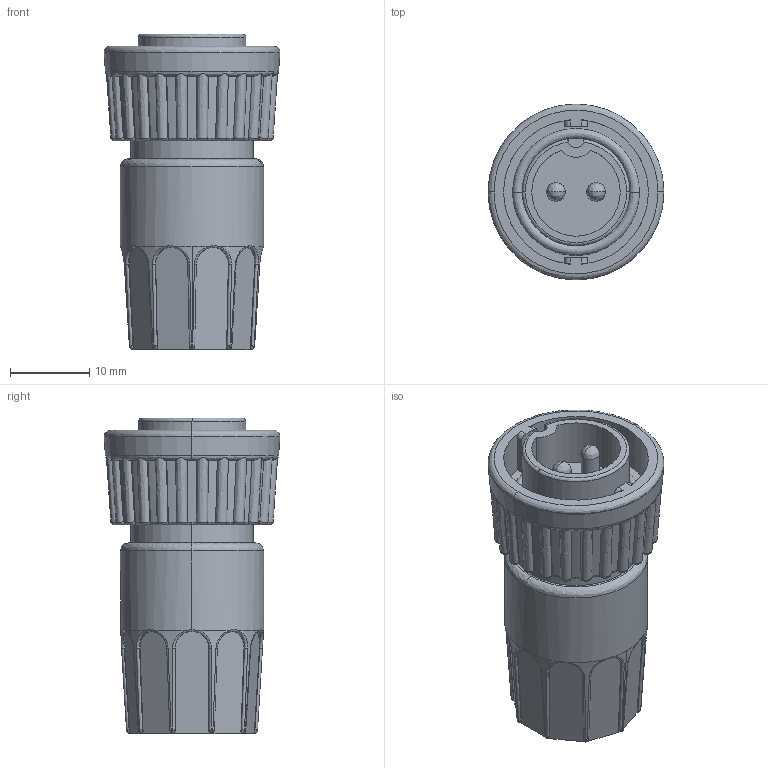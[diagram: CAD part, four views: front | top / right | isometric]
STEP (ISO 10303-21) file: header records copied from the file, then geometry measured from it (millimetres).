
FILE_DESCRIPTION (( 'STEP AP203' ), '1' );
FILE_NAME ('3182-2PG-3DC.STEP', '2014-03-26T14:10:04', ( '' ), ( '' ), 'SwSTEP 2.0', 'SolidWorks 2014', '' );
FILE_SCHEMA (( 'CONFIG_CONTROL_DESIGN' ));
Length unit declared in the file: inch
Products named in the file (1): 3182-2PG-3DC
Bounding box: 22.23 x 22.23 x 39.88 mm (x, y, z)
Volume: 8865.1 mm3; surface area: 4269.8 mm2
Topology: 1 solids, 1 shells, 324 faces, 888 edges, 571 vertices
Faces by surface type: bspline 177, plane 72, cone 38, cylinder 37
Entity records: 16696 total; most frequent: CARTESIAN_POINT 10181, ORIENTED_EDGE 1768, EDGE_CURVE 884, DIRECTION 838, VERTEX_POINT 571, B_SPLINE_CURVE_WITH_KNOTS 396, AXIS2_PLACEMENT_3D 345, EDGE_LOOP 333
